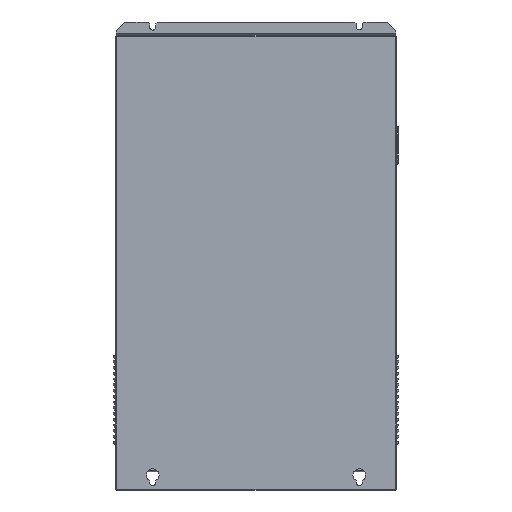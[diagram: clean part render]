
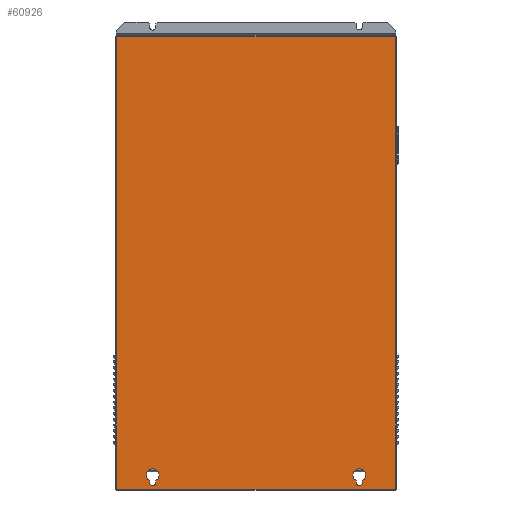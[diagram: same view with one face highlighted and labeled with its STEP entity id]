
A CAD part, front view. The second image highlights one B-rep face of the part: STEP entity #60926.
In plain terms, the highlighted planar face has unit normal (0, -1, 0).
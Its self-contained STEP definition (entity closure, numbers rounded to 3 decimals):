
#5582 = CARTESIAN_POINT ( 'NONE',  ( -185.5, -1.5, -380.026 ) ) ;
#6585 = VERTEX_POINT ( 'NONE', #35383 ) ;
#7350 = CIRCLE ( 'NONE', #164582, 5.5 ) ;
#7774 = CARTESIAN_POINT ( 'NONE',  ( -174.5, -1.5, -383.5 ) ) ;
#10318 = LINE ( 'NONE', #64017, #60568 ) ;
#12290 = CARTESIAN_POINT ( 'NONE',  ( -185.5, -1.5, -380.026 ) ) ;
#14050 = CIRCLE ( 'NONE', #82122, 11. ) ;
#27499 = ORIENTED_EDGE ( 'NONE', *, *, #48026, .T. ) ;
#28473 = VERTEX_POINT ( 'NONE', #30508 ) ;
#30130 = EDGE_CURVE ( 'NONE', #79734, #36898, #73298, .T. ) ;
#30508 = CARTESIAN_POINT ( 'NONE',  ( -174.5, -1.5, -383.5 ) ) ;
#33279 = ORIENTED_EDGE ( 'NONE', *, *, #69328, .F. ) ;
#35383 = CARTESIAN_POINT ( 'NONE',  ( 185.5, -1.5, -383.5 ) ) ;
#35871 = CARTESIAN_POINT ( 'NONE',  ( 180., -1.5, -370.5 ) ) ;
#36088 = VECTOR ( 'NONE', #130937, 1000. ) ;
#36473 = CIRCLE ( 'NONE', #150863, 5.5 ) ;
#36898 = VERTEX_POINT ( 'NONE', #138665 ) ;
#37880 = CARTESIAN_POINT ( 'NONE',  ( -243., -1.5, 394.8 ) ) ;
#42055 = VECTOR ( 'NONE', #209563, 1000. ) ;
#42487 = EDGE_CURVE ( 'NONE', #6585, #87597, #36473, .T. ) ;
#43107 = VECTOR ( 'NONE', #139012, 1000. ) ;
#48026 = EDGE_CURVE ( 'NONE', #168238, #57399, #10318, .T. ) ;
#49600 = CARTESIAN_POINT ( 'NONE',  ( 174.5, -1.5, -383.5 ) ) ;
#50161 = EDGE_CURVE ( 'NONE', #142760, #128280, #14050, .T. ) ;
#51999 = ORIENTED_EDGE ( 'NONE', *, *, #127688, .F. ) ;
#55120 = CARTESIAN_POINT ( 'NONE',  ( -243., -1.5, 394.8 ) ) ;
#57399 = VERTEX_POINT ( 'NONE', #201228 ) ;
#60568 = VECTOR ( 'NONE', #113286, 1000. ) ;
#60926 = ADVANCED_FACE ( 'NONE', ( #64455, #185240, #152797 ), #132724, .F. ) ;
#61743 = LINE ( 'NONE', #117617, #189353 ) ;
#64017 = CARTESIAN_POINT ( 'NONE',  ( -243., -1.5, -395. ) ) ;
#64434 = EDGE_LOOP ( 'NONE', ( #117789, #202552, #33279, #147839 ) ) ;
#64447 = DIRECTION ( 'NONE',  ( 1., 0., 0. ) ) ;
#64455 = FACE_BOUND ( 'NONE', #108114, .T. ) ;
#64955 = EDGE_CURVE ( 'NONE', #160089, #57399, #61743, .T. ) ;
#69328 = EDGE_CURVE ( 'NONE', #28473, #36898, #141024, .T. ) ;
#70730 = CARTESIAN_POINT ( 'NONE',  ( -243., -1.5, -395. ) ) ;
#72038 = ORIENTED_EDGE ( 'NONE', *, *, #88515, .F. ) ;
#73298 = CIRCLE ( 'NONE', #144720, 11. ) ;
#78021 = CARTESIAN_POINT ( 'NONE',  ( -180., -1.5, -383.5 ) ) ;
#79734 = VERTEX_POINT ( 'NONE', #5582 ) ;
#80388 = EDGE_CURVE ( 'NONE', #6585, #128280, #188336, .T. ) ;
#80554 = LINE ( 'NONE', #12290, #36088 ) ;
#80716 = DIRECTION ( 'NONE',  ( 0., 0., -1. ) ) ;
#82122 = AXIS2_PLACEMENT_3D ( 'NONE', #35871, #188041, #88459 ) ;
#82356 = DIRECTION ( 'NONE',  ( 1., 0., 0. ) ) ;
#85302 = EDGE_CURVE ( 'NONE', #28473, #179875, #7350, .T. ) ;
#85483 = DIRECTION ( 'NONE',  ( -0.5, 0., -0.866 ) ) ;
#87597 = VERTEX_POINT ( 'NONE', #49600 ) ;
#88459 = DIRECTION ( 'NONE',  ( -0.5, 0., -0.866 ) ) ;
#88515 = EDGE_CURVE ( 'NONE', #124387, #160089, #208406, .T. ) ;
#89977 = DIRECTION ( 'NONE',  ( 0., 1., 0. ) ) ;
#92876 = LINE ( 'NONE', #108602, #135823 ) ;
#95530 = EDGE_LOOP ( 'NONE', ( #72038, #51999, #27499, #161792 ) ) ;
#96703 = VECTOR ( 'NONE', #123141, 1000. ) ;
#97104 = ORIENTED_EDGE ( 'NONE', *, *, #80388, .F. ) ;
#99174 = CARTESIAN_POINT ( 'NONE',  ( -185.5, -1.5, -383.5 ) ) ;
#102759 = CARTESIAN_POINT ( 'NONE',  ( -243., -1.5, -395. ) ) ;
#104869 = VECTOR ( 'NONE', #64447, 1000. ) ;
#108114 = EDGE_LOOP ( 'NONE', ( #218209, #220188, #169800, #97104 ) ) ;
#108602 = CARTESIAN_POINT ( 'NONE',  ( 174.5, -1.5, -380.026 ) ) ;
#113286 = DIRECTION ( 'NONE',  ( 1., 0., 0. ) ) ;
#117617 = CARTESIAN_POINT ( 'NONE',  ( 243., -1.5, 394.8 ) ) ;
#117789 = ORIENTED_EDGE ( 'NONE', *, *, #217117, .F. ) ;
#117979 = CARTESIAN_POINT ( 'NONE',  ( -180., -1.5, -370.5 ) ) ;
#123141 = DIRECTION ( 'NONE',  ( 0., 0., 1. ) ) ;
#124249 = DIRECTION ( 'NONE',  ( 0., 0., -1. ) ) ;
#124387 = VERTEX_POINT ( 'NONE', #37880 ) ;
#127688 = EDGE_CURVE ( 'NONE', #168238, #124387, #140141, .T. ) ;
#127872 = CARTESIAN_POINT ( 'NONE',  ( 243., -1.5, 394.8 ) ) ;
#128280 = VERTEX_POINT ( 'NONE', #164062 ) ;
#130937 = DIRECTION ( 'NONE',  ( 0., 0., -1. ) ) ;
#132724 = PLANE ( 'NONE',  #177846 ) ;
#135823 = VECTOR ( 'NONE', #124249, 1000. ) ;
#138141 = CARTESIAN_POINT ( 'NONE',  ( 180., -1.5, -383.5 ) ) ;
#138665 = CARTESIAN_POINT ( 'NONE',  ( -174.5, -1.5, -380.026 ) ) ;
#139012 = DIRECTION ( 'NONE',  ( 0., 0., 1. ) ) ;
#140141 = LINE ( 'NONE', #70730, #43107 ) ;
#141024 = LINE ( 'NONE', #7774, #96703 ) ;
#141343 = CARTESIAN_POINT ( 'NONE',  ( 185.5, -1.5, -383.5 ) ) ;
#142760 = VERTEX_POINT ( 'NONE', #171383 ) ;
#144720 = AXIS2_PLACEMENT_3D ( 'NONE', #117979, #201917, #85483 ) ;
#147839 = ORIENTED_EDGE ( 'NONE', *, *, #85302, .T. ) ;
#150863 = AXIS2_PLACEMENT_3D ( 'NONE', #138141, #89977, #189564 ) ;
#151728 = DIRECTION ( 'NONE',  ( 0., 1., 0. ) ) ;
#152797 = FACE_OUTER_BOUND ( 'NONE', #95530, .T. ) ;
#159742 = DIRECTION ( 'NONE',  ( 0., 1., 0. ) ) ;
#160089 = VERTEX_POINT ( 'NONE', #127872 ) ;
#161792 = ORIENTED_EDGE ( 'NONE', *, *, #64955, .F. ) ;
#162730 = EDGE_CURVE ( 'NONE', #142760, #87597, #92876, .T. ) ;
#163052 = DIRECTION ( 'NONE',  ( 1., 0., 0. ) ) ;
#164062 = CARTESIAN_POINT ( 'NONE',  ( 185.5, -1.5, -380.026 ) ) ;
#164582 = AXIS2_PLACEMENT_3D ( 'NONE', #78021, #159742, #163052 ) ;
#165223 = CARTESIAN_POINT ( 'NONE',  ( 0., -1.5, 0. ) ) ;
#168238 = VERTEX_POINT ( 'NONE', #102759 ) ;
#169800 = ORIENTED_EDGE ( 'NONE', *, *, #50161, .T. ) ;
#171383 = CARTESIAN_POINT ( 'NONE',  ( 174.5, -1.5, -380.026 ) ) ;
#177846 = AXIS2_PLACEMENT_3D ( 'NONE', #165223, #151728, #82356 ) ;
#179875 = VERTEX_POINT ( 'NONE', #99174 ) ;
#185240 = FACE_BOUND ( 'NONE', #64434, .T. ) ;
#188041 = DIRECTION ( 'NONE',  ( 0., 1., 0. ) ) ;
#188336 = LINE ( 'NONE', #141343, #42055 ) ;
#189353 = VECTOR ( 'NONE', #80716, 1000. ) ;
#189564 = DIRECTION ( 'NONE',  ( 1., 0., 0. ) ) ;
#201228 = CARTESIAN_POINT ( 'NONE',  ( 243., -1.5, -395. ) ) ;
#201917 = DIRECTION ( 'NONE',  ( 0., 1., 0. ) ) ;
#202552 = ORIENTED_EDGE ( 'NONE', *, *, #30130, .T. ) ;
#208406 = LINE ( 'NONE', #55120, #104869 ) ;
#209563 = DIRECTION ( 'NONE',  ( 0., 0., 1. ) ) ;
#217117 = EDGE_CURVE ( 'NONE', #79734, #179875, #80554, .T. ) ;
#218209 = ORIENTED_EDGE ( 'NONE', *, *, #42487, .T. ) ;
#220188 = ORIENTED_EDGE ( 'NONE', *, *, #162730, .F. ) ;
